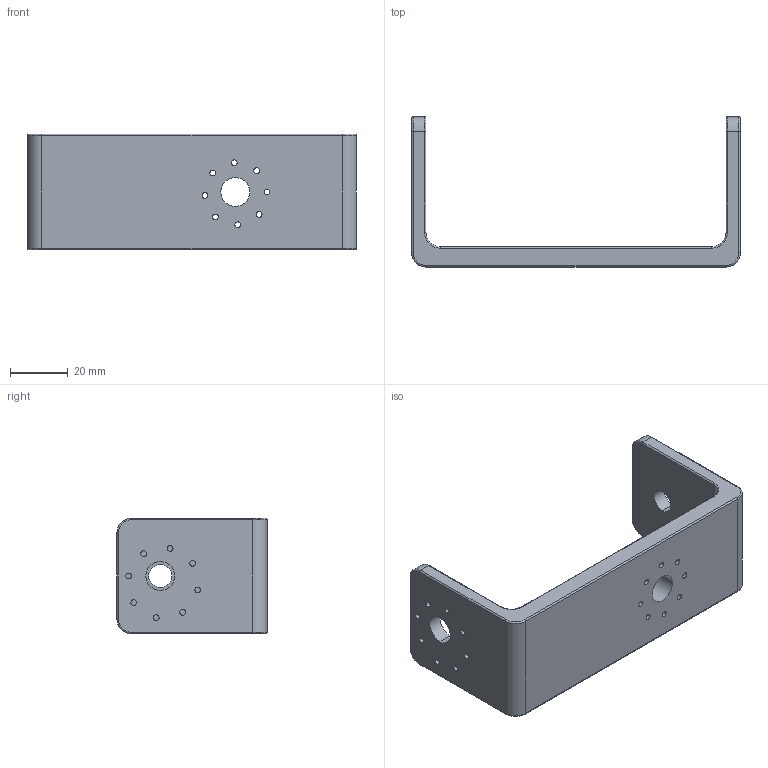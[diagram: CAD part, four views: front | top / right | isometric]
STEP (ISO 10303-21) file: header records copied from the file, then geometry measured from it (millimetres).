
FILE_DESCRIPTION (( 'STEP AP203' ), '1' );
FILE_NAME ('rotation_right_Default_sldprt.STEP', '2019-03-01T10:00:26', ( '' ), ( '' ), 'SwSTEP 2.0', 'SolidWorks 2018', '' );
FILE_SCHEMA (( 'CONFIG_CONTROL_DESIGN' ));
Length unit declared in the file: millimetre
Products named in the file (1): rotation_right_Default_sldprt
Bounding box: 114 x 52 x 40 mm (x, y, z)
Volume: 48266.4 mm3; surface area: 19333.4 mm2
Topology: 1 solids, 1 shells, 88 faces, 226 edges, 140 vertices
Faces by surface type: cylinder 62, torus 16, plane 10
Entity records: 2867 total; most frequent: DIRECTION 544, CARTESIAN_POINT 455, ORIENTED_EDGE 452, AXIS2_PLACEMENT_3D 229, EDGE_CURVE 226, VERTEX_POINT 140, CIRCLE 140, EDGE_LOOP 126
